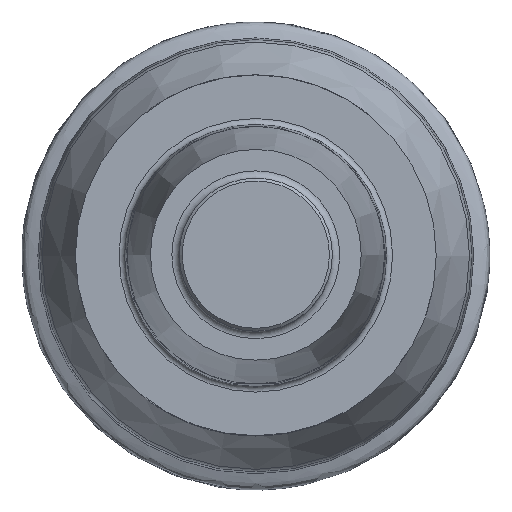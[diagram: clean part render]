
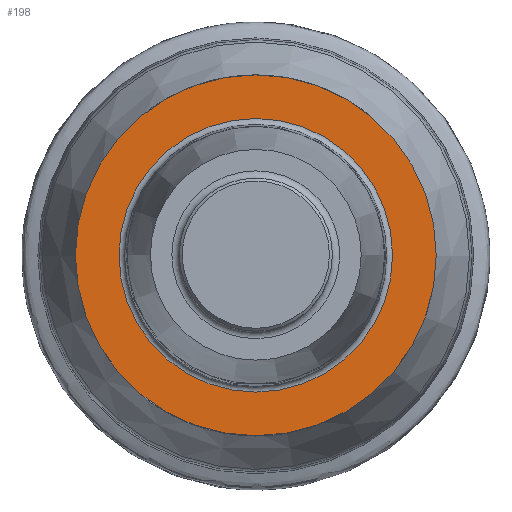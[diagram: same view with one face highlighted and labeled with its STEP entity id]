
A CAD part, top view. The second image highlights one B-rep face of the part: STEP entity #198.
In plain terms, the highlighted planar face has unit normal (0, 0, 1).
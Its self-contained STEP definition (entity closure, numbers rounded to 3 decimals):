
#159=PLANE('',#719);
#198=ADVANCED_FACE('CU_SU5',(#268,#269),#159,.F.);
#268=FACE_BOUND('',#328,.T.);
#269=FACE_BOUND('',#329,.T.);
#328=EDGE_LOOP('',(#412));
#329=EDGE_LOOP('',(#413));
#412=ORIENTED_EDGE('',*,*,#544,.T.);
#413=ORIENTED_EDGE('',*,*,#543,.F.);
#497=VERTEX_POINT('',#1173);
#498=VERTEX_POINT('',#1176);
#543=EDGE_CURVE('',#497,#497,#584,.T.);
#544=EDGE_CURVE('',#498,#498,#585,.T.);
#584=CIRCLE('',#716,12.256);
#585=CIRCLE('',#718,9.292);
#716=AXIS2_PLACEMENT_3D('',#1172,#855,#856);
#718=AXIS2_PLACEMENT_3D('',#1175,#859,#860);
#719=AXIS2_PLACEMENT_3D('',#1177,#861,#862);
#855=DIRECTION('',(0.,0.,-1.));
#856=DIRECTION('',(-1.,0.,0.));
#859=DIRECTION('',(0.,0.,-1.));
#860=DIRECTION('',(-1.,0.,0.));
#861=DIRECTION('',(0.,0.,-1.));
#862=DIRECTION('',(-1.,0.,0.));
#1172=CARTESIAN_POINT('',(0.,0.,0.));
#1173=CARTESIAN_POINT('',(-12.256,0.,0.));
#1175=CARTESIAN_POINT('',(0.,0.,0.));
#1176=CARTESIAN_POINT('',(-9.292,0.,0.));
#1177=CARTESIAN_POINT('',(-8.907,0.,0.));
